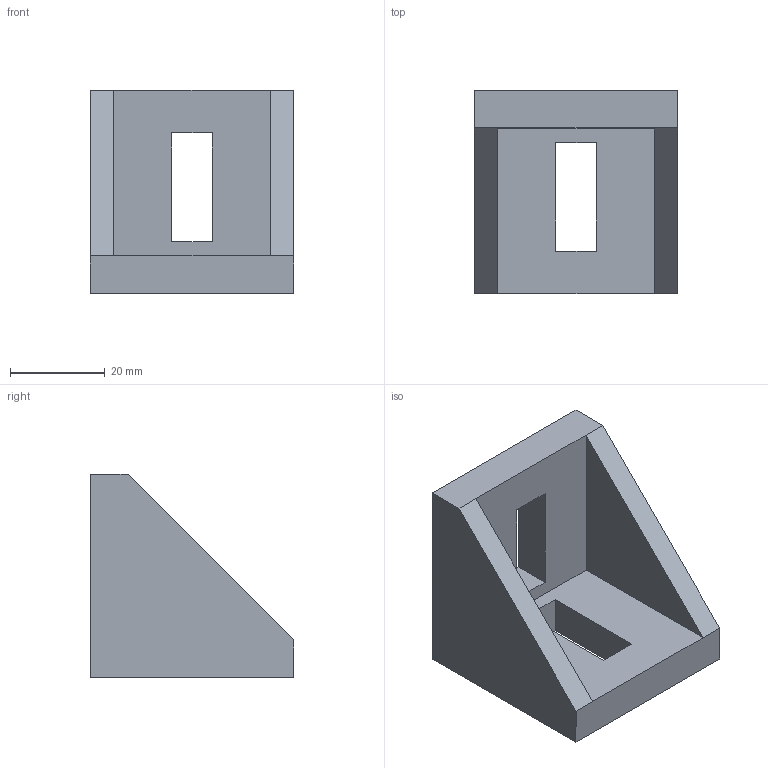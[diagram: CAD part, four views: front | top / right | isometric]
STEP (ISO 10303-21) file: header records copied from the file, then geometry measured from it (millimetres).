
FILE_DESCRIPTION(('STEP AP203'),'2;1');
FILE_NAME('30.053.00.stp','2011-03-07T09:53:58',(''),(''),'2009.3.110','THINKDESIGN','');
FILE_SCHEMA(('CONFIG_CONTROL_DESIGN'));
Length unit declared in the file: millimetre
Bounding box: 43 x 43 x 43 mm (x, y, z)
Volume: 29829 mm3; surface area: 11115 mm2
Topology: 1 solids, 1 shells, 20 faces, 50 edges, 32 vertices
Faces by surface type: plane 20
Entity records: 683 total; most frequent: CARTESIAN_POINT 102, ORIENTED_EDGE 100, DIRECTION 90, VECTOR 50, LINE 50, EDGE_CURVE 50, VERTEX_POINT 32, EDGE_LOOP 24
